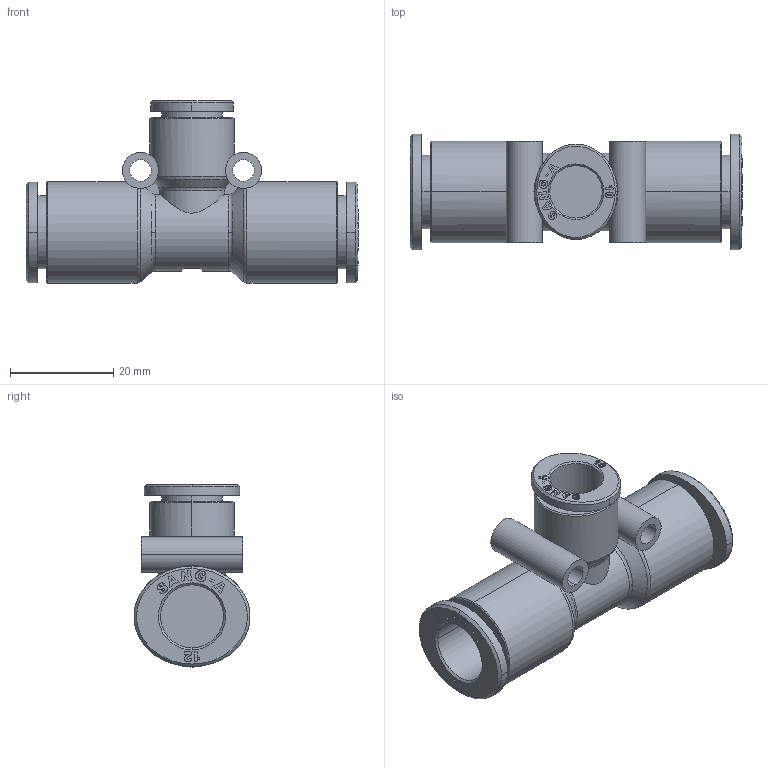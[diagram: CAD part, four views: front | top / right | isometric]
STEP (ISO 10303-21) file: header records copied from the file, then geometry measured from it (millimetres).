
FILE_DESCRIPTION (( 'STEP AP214' ), '1' );
FILE_NAME ('PUG12-10.stp', '2015-09-03T08:47:33', ( '' ), ( '' ), 'SwSTEP 2.0', 'SolidWorks 2015', '' );
FILE_SCHEMA (( 'AUTOMOTIVE_DESIGN' ));
Length unit declared in the file: millimetre
Products named in the file (2): ｦ+ﾃｦ1; PUG12-10
Assembly tree (1 placements, depth 2):
  PUG12-10
    ｦ+ﾃｦ1
Bounding box: 64.4 x 22.5 x 35.35 mm (x, y, z)
Volume: 14597.8 mm3; surface area: 9822.9 mm2
Topology: 1 solids, 1 shells, 1163 faces, 3343 edges, 2223 vertices
Faces by surface type: plane 1067, cylinder 33, bspline 32, cone 23, torus 8
Entity records: 40509 total; most frequent: CARTESIAN_POINT 9562, ORIENTED_EDGE 6686, DIRECTION 5605, EDGE_CURVE 3343, VECTOR 3111, LINE 3111, VERTEX_POINT 2223, AXIS2_PLACEMENT_3D 1247
